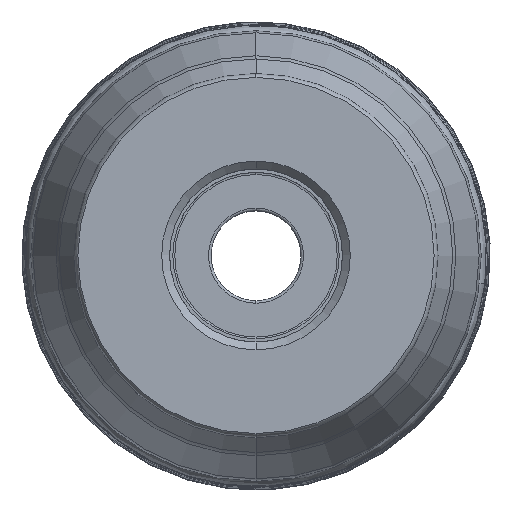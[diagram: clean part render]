
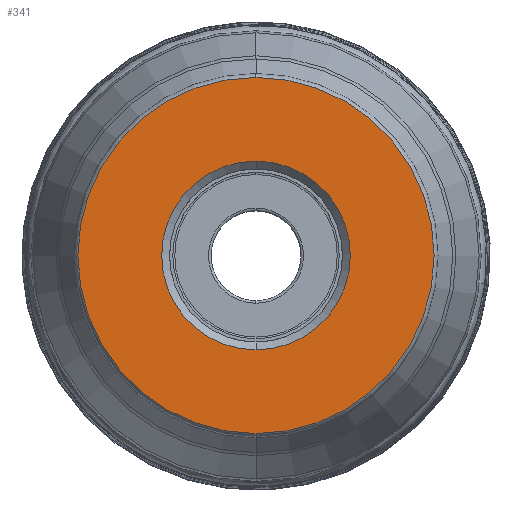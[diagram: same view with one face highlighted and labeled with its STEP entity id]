
A CAD part, top view. The second image highlights one B-rep face of the part: STEP entity #341.
In plain terms, the highlighted planar face has unit normal (0, 0, 1).
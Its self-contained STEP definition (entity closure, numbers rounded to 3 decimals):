
#46=PLANE('',#3289);
#56=FACE_BOUND('',#697,.T.);
#57=FACE_BOUND('',#698,.T.);
#341=ADVANCED_FACE('',(#56,#57),#46,.T.);
#697=EDGE_LOOP('',(#1317,#1318,#1319,#1320));
#698=EDGE_LOOP('',(#1321,#1322));
#1317=ORIENTED_EDGE('',*,*,#2031,.T.);
#1318=ORIENTED_EDGE('',*,*,#2032,.T.);
#1319=ORIENTED_EDGE('',*,*,#2033,.F.);
#1320=ORIENTED_EDGE('',*,*,#2034,.F.);
#1321=ORIENTED_EDGE('',*,*,#2028,.F.);
#1322=ORIENTED_EDGE('',*,*,#2030,.F.);
#1671=VERTEX_POINT('',#6349);
#1672=VERTEX_POINT('',#6351);
#1673=VERTEX_POINT('',#6357);
#1674=VERTEX_POINT('',#6358);
#1675=VERTEX_POINT('',#6360);
#1676=VERTEX_POINT('',#6362);
#2028=EDGE_CURVE('',#1671,#1672,#2448,.T.);
#2030=EDGE_CURVE('',#1672,#1671,#2449,.T.);
#2031=EDGE_CURVE('',#1673,#1674,#2450,.T.);
#2032=EDGE_CURVE('',#1674,#1675,#2451,.T.);
#2033=EDGE_CURVE('',#1676,#1675,#2452,.T.);
#2034=EDGE_CURVE('',#1673,#1676,#2453,.T.);
#2448=CIRCLE('',#3281,14.4);
#2449=CIRCLE('',#3283,14.4);
#2450=CIRCLE('',#3285,27.18);
#2451=CIRCLE('',#3286,27.18);
#2452=CIRCLE('',#3287,27.18);
#2453=CIRCLE('',#3288,27.18);
#3281=AXIS2_PLACEMENT_3D('',#6350,#4210,#4211);
#3283=AXIS2_PLACEMENT_3D('',#6354,#4215,#4216);
#3285=AXIS2_PLACEMENT_3D('',#6356,#4219,#4220);
#3286=AXIS2_PLACEMENT_3D('',#6359,#4221,#4222);
#3287=AXIS2_PLACEMENT_3D('',#6361,#4223,#4224);
#3288=AXIS2_PLACEMENT_3D('',#6363,#4225,#4226);
#3289=AXIS2_PLACEMENT_3D('',#6364,#4227,#4228);
#4210=DIRECTION('',(0.,0.,1.));
#4211=DIRECTION('',(0.,-1.,0.));
#4215=DIRECTION('',(0.,0.,1.));
#4216=DIRECTION('',(0.,1.,0.));
#4219=DIRECTION('',(0.,0.,1.));
#4220=DIRECTION('',(0.,-1.,0.));
#4221=DIRECTION('',(0.,0.,1.));
#4222=DIRECTION('',(0.,-1.,0.));
#4223=DIRECTION('',(0.,0.,-1.));
#4224=DIRECTION('',(0.,1.,0.));
#4225=DIRECTION('',(0.,0.,-1.));
#4226=DIRECTION('',(0.,1.,0.));
#4227=DIRECTION('',(0.,0.,1.));
#4228=DIRECTION('',(0.,-1.,0.));
#6349=CARTESIAN_POINT('',(0.,-14.4,0.));
#6350=CARTESIAN_POINT('',(0.,0.,0.));
#6351=CARTESIAN_POINT('',(0.,14.4,0.));
#6354=CARTESIAN_POINT('',(0.,0.,0.));
#6356=CARTESIAN_POINT('',(0.,0.,0.));
#6357=CARTESIAN_POINT('',(-0.016,27.18,0.));
#6358=CARTESIAN_POINT('',(0.,-27.18,0.));
#6359=CARTESIAN_POINT('',(0.,0.,0.));
#6360=CARTESIAN_POINT('',(0.016,-27.18,0.));
#6361=CARTESIAN_POINT('',(0.,0.,0.));
#6362=CARTESIAN_POINT('',(0.,27.18,0.));
#6363=CARTESIAN_POINT('',(0.,0.,0.));
#6364=CARTESIAN_POINT('',(0.,0.,0.));
